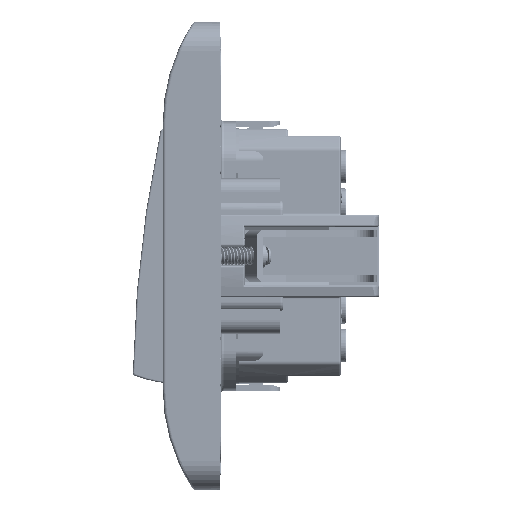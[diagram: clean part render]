
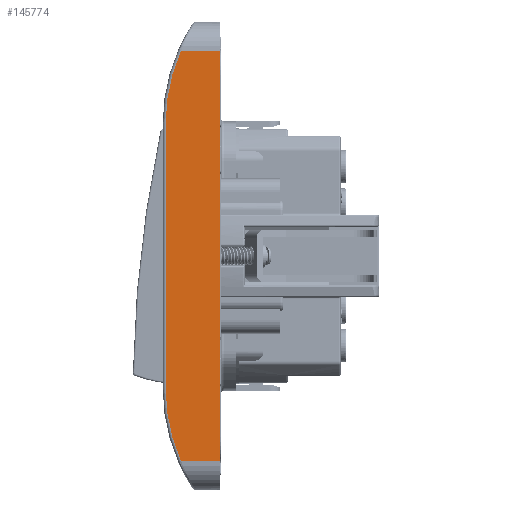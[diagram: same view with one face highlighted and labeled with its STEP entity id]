
A CAD part, left-side view. The second image highlights one B-rep face of the part: STEP entity #145774.
In plain terms, the highlighted planar face has unit normal (-1, 0, 0).
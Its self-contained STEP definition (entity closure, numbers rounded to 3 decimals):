
#137697=DIRECTION('',(0.,0.,-1.));
#137698=VECTOR('',#137697,45.33);
#137699=CARTESIAN_POINT('',(-40.,8.,22.665));
#137700=LINE('',#137699,#137698);
#137705=CARTESIAN_POINT('',(-40.,-22.5,22.665));
#137706=DIRECTION('',(1.,0.,0.));
#137707=DIRECTION('',(0.,1.,0.));
#137708=AXIS2_PLACEMENT_3D('',#137705,#137706,#137707);
#137710=CARTESIAN_POINT('',(-40.,-22.5,-22.665));
#137711=DIRECTION('',(1.,0.,0.));
#137712=DIRECTION('',(0.,0.915,-0.404));
#137713=AXIS2_PLACEMENT_3D('',#137710,#137711,#137712);
#137822=DIRECTION('',(0.,-1.,
0.));
#137823=VECTOR('',#137822,6.694);
#137824=CARTESIAN_POINT('',(-40.,5.394,
-35.));
#137825=LINE('',#137824,#137823);
#137924=DIRECTION('',(0.,0.,1.));
#137925=VECTOR('',#137924,70.);
#137926=CARTESIAN_POINT('',(-40.,-1.3,-35.));
#137927=LINE('',#137926,#137925);
#137985=DIRECTION('',(0.,1.,0.));
#137986=VECTOR('',#137985,6.694);
#137987=CARTESIAN_POINT('',(-40.,-1.3,35.));
#137988=LINE('',#137987,#137986);
#144225=CARTESIAN_POINT('',(-40.,8.,22.665));
#144226=CARTESIAN_POINT('',(-40.,8.,-22.665));
#144227=VERTEX_POINT('',#144225);
#144228=VERTEX_POINT('',#144226);
#144229=CARTESIAN_POINT('',(-40.,5.394,35.));
#144230=VERTEX_POINT('',#144229);
#144231=CARTESIAN_POINT('',(-40.,-1.3,35.));
#144232=VERTEX_POINT('',#144231);
#144233=CARTESIAN_POINT('',(-40.,-1.3,-35.));
#144234=VERTEX_POINT('',#144233);
#144235=CARTESIAN_POINT('',(-40.,5.394,
-35.));
#144236=VERTEX_POINT('',#144235);
#145756=CARTESIAN_POINT('',(-40.,3.5,0.));
#145757=DIRECTION('',(1.,0.,0.));
#145758=DIRECTION('',(0.,0.,-1.));
#145759=AXIS2_PLACEMENT_3D('',#145756,#145757,#145758);
#145760=PLANE('',#145759);
#145761=ORIENTED_EDGE('',*,*,#145746,.F.);
#145763=ORIENTED_EDGE('',*,*,#145762,.T.);
#145765=ORIENTED_EDGE('',*,*,#145764,.F.);
#145767=ORIENTED_EDGE('',*,*,#145766,.F.);
#145769=ORIENTED_EDGE('',*,*,#145768,.F.);
#145771=ORIENTED_EDGE('',*,*,#145770,.T.);
#145772=EDGE_LOOP('',(#145761,#145763,#145765,#145767,#145769,#145771));
#145773=FACE_OUTER_BOUND('',#145772,.F.);
#137709=CIRCLE('',#137708,30.5);
#137714=CIRCLE('',#137713,30.5);
#145746=EDGE_CURVE('',#144227,#144228,#137700,.T.);
#145762=EDGE_CURVE('',#144227,#144230,#137709,.T.);
#145764=EDGE_CURVE('',#144232,#144230,#137988,.T.);
#145766=EDGE_CURVE('',#144234,#144232,#137927,.T.);
#145768=EDGE_CURVE('',#144236,#144234,#137825,.T.);
#145770=EDGE_CURVE('',#144236,#144228,#137714,.T.);
#145774=ADVANCED_FACE('',(#145773),#145760,.F.);
